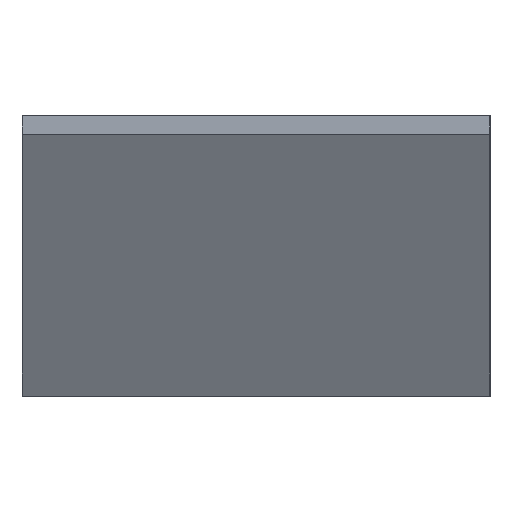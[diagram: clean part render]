
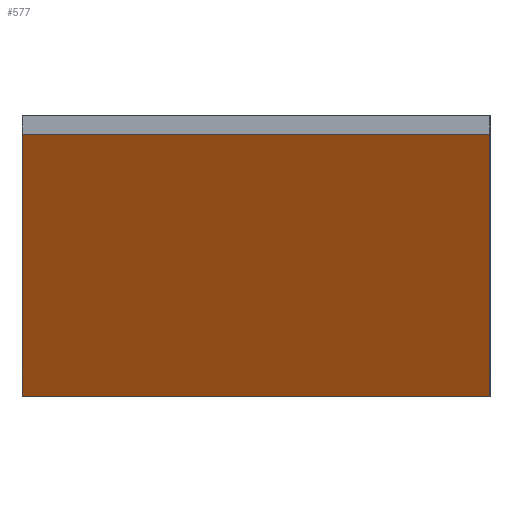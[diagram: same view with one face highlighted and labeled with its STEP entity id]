
A CAD part, left-side view. The second image highlights one B-rep face of the part: STEP entity #577.
In plain terms, the highlighted planar face has unit normal (-0.866, 0, -0.5).
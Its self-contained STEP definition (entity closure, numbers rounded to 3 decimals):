
#237 = VECTOR ( 'NONE', #3360, 1000. ) ;
#380 = ORIENTED_EDGE ( 'NONE', *, *, #1750, .T. ) ;
#431 = DIRECTION ( 'NONE',  ( 0., -1., 0. ) ) ;
#569 = EDGE_CURVE ( 'NONE', #1557, #1992, #646, .T. ) ;
#577 = ADVANCED_FACE ( 'NONE', ( #2098 ), #2745, .T. ) ;
#590 = EDGE_CURVE ( 'NONE', #2012, #1992, #1452, .T. ) ;
#646 = LINE ( 'NONE', #2358, #3510 ) ;
#657 = AXIS2_PLACEMENT_3D ( 'NONE', #3310, #2640, #2610 ) ;
#964 = DIRECTION ( 'NONE',  ( 0.5, 0., -0.866 ) ) ;
#967 = EDGE_CURVE ( 'NONE', #1177, #2012, #2018, .T. ) ;
#1177 = VERTEX_POINT ( 'NONE', #1193 ) ;
#1193 = CARTESIAN_POINT ( 'NONE',  ( -219.655, -25., 26. ) ) ;
#1452 = LINE ( 'NONE', #3037, #2766 ) ;
#1557 = VERTEX_POINT ( 'NONE', #3013 ) ;
#1587 = VECTOR ( 'NONE', #964, 1000. ) ;
#1673 = CARTESIAN_POINT ( 'NONE',  ( -219.655, 25., 26. ) ) ;
#1708 = ORIENTED_EDGE ( 'NONE', *, *, #590, .F. ) ;
#1750 = EDGE_CURVE ( 'NONE', #3453, #2403, #3046, .T. ) ;
#1951 = DIRECTION ( 'NONE',  ( 0., -1., 0. ) ) ;
#1992 = VERTEX_POINT ( 'NONE', #2501 ) ;
#2012 = VERTEX_POINT ( 'NONE', #2748 ) ;
#2018 = LINE ( 'NONE', #3546, #2684 ) ;
#2038 = ORIENTED_EDGE ( 'NONE', *, *, #2997, .F. ) ;
#2098 = FACE_OUTER_BOUND ( 'NONE', #3102, .T. ) ;
#2327 = ORIENTED_EDGE ( 'NONE', *, *, #2624, .T. ) ;
#2341 = DIRECTION ( 'NONE',  ( 0.5, 0., -0.866 ) ) ;
#2358 = CARTESIAN_POINT ( 'NONE',  ( -203.489, 25., -2. ) ) ;
#2396 = DIRECTION ( 'NONE',  ( 0.5, 0., -0.866 ) ) ;
#2403 = VERTEX_POINT ( 'NONE', #3056 ) ;
#2501 = CARTESIAN_POINT ( 'NONE',  ( -203.489, -25., -2. ) ) ;
#2523 = LINE ( 'NONE', #2866, #237 ) ;
#2610 = DIRECTION ( 'NONE',  ( -0.5, 0., 0.866 ) ) ;
#2624 = EDGE_CURVE ( 'NONE', #2403, #1557, #2523, .T. ) ;
#2640 = DIRECTION ( 'NONE',  ( -0.866, 0., -0.5 ) ) ;
#2684 = VECTOR ( 'NONE', #2396, 1000. ) ;
#2745 = PLANE ( 'NONE',  #657 ) ;
#2748 = CARTESIAN_POINT ( 'NONE',  ( -204.066, -25., -1. ) ) ;
#2766 = VECTOR ( 'NONE', #2341, 1000. ) ;
#2866 = CARTESIAN_POINT ( 'NONE',  ( -204.066, 25., -1. ) ) ;
#2868 = VECTOR ( 'NONE', #1951, 1000. ) ;
#2997 = EDGE_CURVE ( 'NONE', #3453, #1177, #3527, .T. ) ;
#3013 = CARTESIAN_POINT ( 'NONE',  ( -203.489, 25., -2. ) ) ;
#3037 = CARTESIAN_POINT ( 'NONE',  ( -204.066, -25., -1. ) ) ;
#3046 = LINE ( 'NONE', #3103, #1587 ) ;
#3056 = CARTESIAN_POINT ( 'NONE',  ( -204.066, 25., -1. ) ) ;
#3066 = CARTESIAN_POINT ( 'NONE',  ( -219.655, 25., 26. ) ) ;
#3102 = EDGE_LOOP ( 'NONE', ( #380, #2327, #3333, #1708, #3254, #2038 ) ) ;
#3103 = CARTESIAN_POINT ( 'NONE',  ( -220.232, 25., 27. ) ) ;
#3254 = ORIENTED_EDGE ( 'NONE', *, *, #967, .F. ) ;
#3310 = CARTESIAN_POINT ( 'NONE',  ( -220.232, 25., 27. ) ) ;
#3333 = ORIENTED_EDGE ( 'NONE', *, *, #569, .T. ) ;
#3360 = DIRECTION ( 'NONE',  ( 0.5, 0., -0.866 ) ) ;
#3453 = VERTEX_POINT ( 'NONE', #3066 ) ;
#3510 = VECTOR ( 'NONE', #431, 1000. ) ;
#3527 = LINE ( 'NONE', #1673, #2868 ) ;
#3546 = CARTESIAN_POINT ( 'NONE',  ( -220.232, -25., 27. ) ) ;
